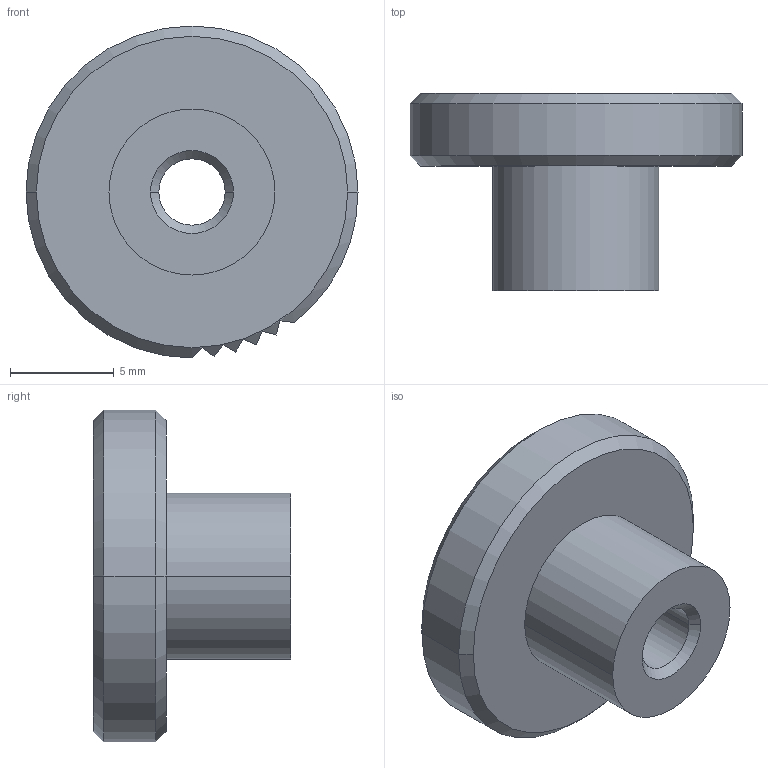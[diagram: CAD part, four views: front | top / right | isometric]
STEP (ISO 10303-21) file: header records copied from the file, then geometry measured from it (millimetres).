
FILE_DESCRIPTION( ( '' ), '1' );
FILE_NAME( 'Knurled_nut_DIN_466_M4_2_14a.stp', '2012-04-10T09:38:05', ( '' ), ( '' ), ' ', ' ', ' ' );
FILE_SCHEMA( ( 'automotive_design' ) );
Length unit declared in the file: millimetre
Products named in the file (1): 1
Bounding box: 16 x 9.5 x 16 mm (x, y, z)
Volume: 911.2 mm3; surface area: 778 mm2
Topology: 1 solids, 1 shells, 32 faces, 79 edges, 50 vertices
Faces by surface type: plane 13, cylinder 11, cone 8
Entity records: 1858 total; most frequent: CARTESIAN_POINT 202, STYLED_ITEM 162, PRESENTATION_STYLE_ASSIGNMENT 162, COLOUR_RGB 162, ORIENTED_EDGE 158, DIRECTION 155, EDGE_CURVE 79, CURVE_STYLE 79
